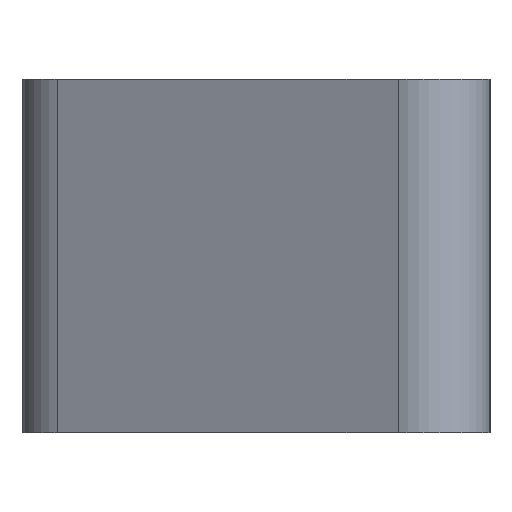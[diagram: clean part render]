
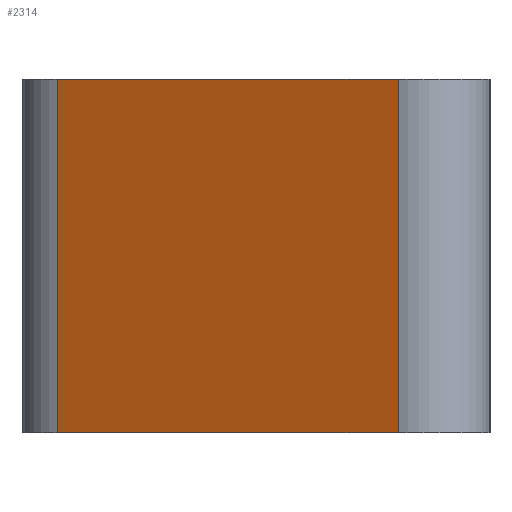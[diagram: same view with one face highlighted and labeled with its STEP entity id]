
A CAD part, left-side view. The second image highlights one B-rep face of the part: STEP entity #2314.
In plain terms, the highlighted planar face has unit normal (-0.895, 0.446, 0).
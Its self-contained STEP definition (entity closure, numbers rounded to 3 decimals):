
#68=PLANE('',#2558);
#185=FACE_OUTER_BOUND('',#313,.T.);
#313=EDGE_LOOP('',(#2053,#2054,#2055,#2056));
#348=LINE('',#3343,#570);
#537=LINE('',#3919,#759);
#553=LINE('',#3955,#775);
#554=LINE('',#3957,#776);
#570=VECTOR('',#2626,10.78);
#759=VECTOR('',#3187,10.78);
#775=VECTOR('',#3235,10.);
#776=VECTOR('',#3238,10.);
#924=VERTEX_POINT('',#3340);
#925=VERTEX_POINT('',#3342);
#1125=VERTEX_POINT('',#3916);
#1126=VERTEX_POINT('',#3918);
#1153=EDGE_CURVE('',#924,#925,#348,.T.);
#1446=EDGE_CURVE('',#1126,#1125,#537,.T.);
#1466=EDGE_CURVE('',#1126,#924,#553,.T.);
#1467=EDGE_CURVE('',#925,#1125,#554,.T.);
#2053=ORIENTED_EDGE('',*,*,#1466,.F.);
#2054=ORIENTED_EDGE('',*,*,#1446,.T.);
#2055=ORIENTED_EDGE('',*,*,#1467,.F.);
#2056=ORIENTED_EDGE('',*,*,#1153,.F.);
#2314=ADVANCED_FACE('',(#185),#68,.T.);
#2558=AXIS2_PLACEMENT_3D('',#3956,#3236,#3237);
#2626=DIRECTION('',(-0.446,-0.895,0.));
#3187=DIRECTION('',(-0.446,-0.895,0.));
#3235=DIRECTION('',(0.,0.,1.));
#3236=DIRECTION('center_axis',(-0.895,0.446,0.));
#3237=DIRECTION('ref_axis',(-0.446,-0.895,0.));
#3238=DIRECTION('',(0.,0.,-1.));
#3340=CARTESIAN_POINT('',(3.507,10.638,10.));
#3342=CARTESIAN_POINT('',(-1.303,0.991,10.));
#3343=CARTESIAN_POINT('',(4.004,11.634,10.));
#3916=CARTESIAN_POINT('',(-1.303,0.991,0.));
#3918=CARTESIAN_POINT('',(3.507,10.638,0.));
#3919=CARTESIAN_POINT('',(4.004,11.634,0.));
#3955=CARTESIAN_POINT('',(3.507,10.638,0.));
#3956=CARTESIAN_POINT('Origin',(4.004,11.634,0.));
#3957=CARTESIAN_POINT('',(-1.303,0.991,0.));
